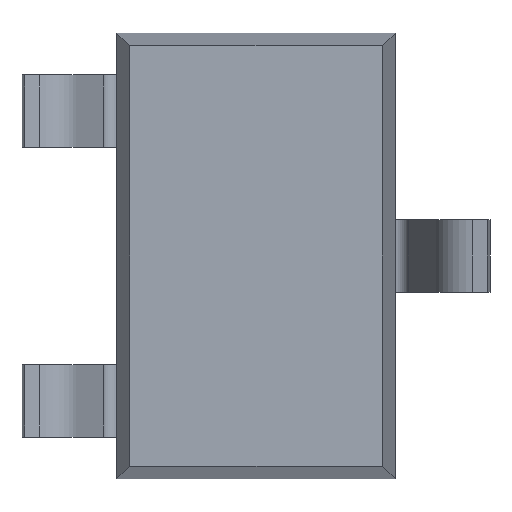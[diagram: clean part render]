
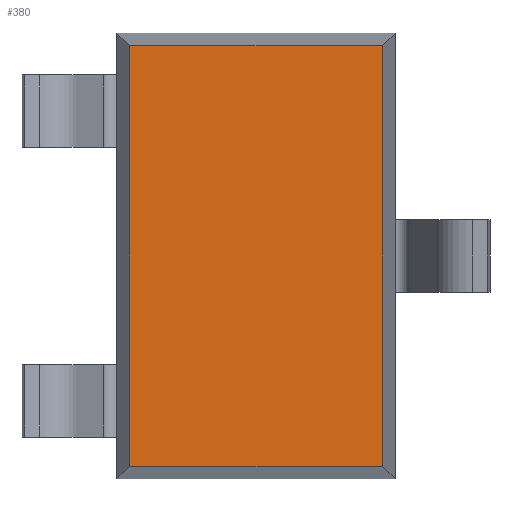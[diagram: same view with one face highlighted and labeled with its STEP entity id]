
A CAD part, front view. The second image highlights one B-rep face of the part: STEP entity #380.
In plain terms, the highlighted planar face has unit normal (0, -1, 0).
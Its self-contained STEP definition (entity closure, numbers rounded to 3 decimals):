
#22 = ORIENTED_EDGE ( 'NONE', *, *, #80, .T. ) ;
#80 = EDGE_CURVE ( 'NONE', #1264, #987, #1489, .T. ) ;
#206 = DIRECTION ( 'NONE',  ( 0., 0., 1. ) ) ;
#230 = CARTESIAN_POINT ( 'NONE',  ( 0.567, 0.1, 0.942 ) ) ;
#279 = ORIENTED_EDGE ( 'NONE', *, *, #1305, .T. ) ;
#287 = DIRECTION ( 'NONE',  ( 0., -1., 0. ) ) ;
#356 = VECTOR ( 'NONE', #206, 1000. ) ;
#380 = ADVANCED_FACE ( 'NONE', ( #1186 ), #499, .T. ) ;
#397 = CARTESIAN_POINT ( 'NONE',  ( 0.625, 0.1, 0.942 ) ) ;
#479 = ORIENTED_EDGE ( 'NONE', *, *, #1161, .T. ) ;
#499 = PLANE ( 'NONE',  #805 ) ;
#509 = DIRECTION ( 'NONE',  ( 0., 0., -1. ) ) ;
#629 = CARTESIAN_POINT ( 'NONE',  ( 0.567, 0.1, -1. ) ) ;
#656 = CARTESIAN_POINT ( 'NONE',  ( 0.567, 0.1, -0.942 ) ) ;
#683 = EDGE_LOOP ( 'NONE', ( #730, #479, #279, #22 ) ) ;
#726 = CARTESIAN_POINT ( 'NONE',  ( -0.567, 0.1, 0.942 ) ) ;
#730 = ORIENTED_EDGE ( 'NONE', *, *, #1472, .T. ) ;
#791 = DIRECTION ( 'NONE',  ( 0., 0., -1. ) ) ;
#805 = AXIS2_PLACEMENT_3D ( 'NONE', #1136, #287, #509 ) ;
#885 = VECTOR ( 'NONE', #1129, 1000. ) ;
#935 = LINE ( 'NONE', #397, #1455 ) ;
#972 = VECTOR ( 'NONE', #791, 1000. ) ;
#985 = CARTESIAN_POINT ( 'NONE',  ( -0.625, 0.1, -0.942 ) ) ;
#987 = VERTEX_POINT ( 'NONE', #1169 ) ;
#1072 = VERTEX_POINT ( 'NONE', #230 ) ;
#1088 = CARTESIAN_POINT ( 'NONE',  ( -0.567, 0.1, 1. ) ) ;
#1129 = DIRECTION ( 'NONE',  ( 1., 0., 0. ) ) ;
#1136 = CARTESIAN_POINT ( 'NONE',  ( 0., 0.1, 0. ) ) ;
#1161 = EDGE_CURVE ( 'NONE', #1197, #1072, #1361, .T. ) ;
#1169 = CARTESIAN_POINT ( 'NONE',  ( -0.567, 0.1, -0.942 ) ) ;
#1186 = FACE_OUTER_BOUND ( 'NONE', #683, .T. ) ;
#1197 = VERTEX_POINT ( 'NONE', #656 ) ;
#1264 = VERTEX_POINT ( 'NONE', #726 ) ;
#1305 = EDGE_CURVE ( 'NONE', #1072, #1264, #935, .T. ) ;
#1361 = LINE ( 'NONE', #629, #356 ) ;
#1434 = LINE ( 'NONE', #985, #885 ) ;
#1455 = VECTOR ( 'NONE', #1456, 1000. ) ;
#1456 = DIRECTION ( 'NONE',  ( -1., 0., 0. ) ) ;
#1472 = EDGE_CURVE ( 'NONE', #987, #1197, #1434, .T. ) ;
#1489 = LINE ( 'NONE', #1088, #972 ) ;
